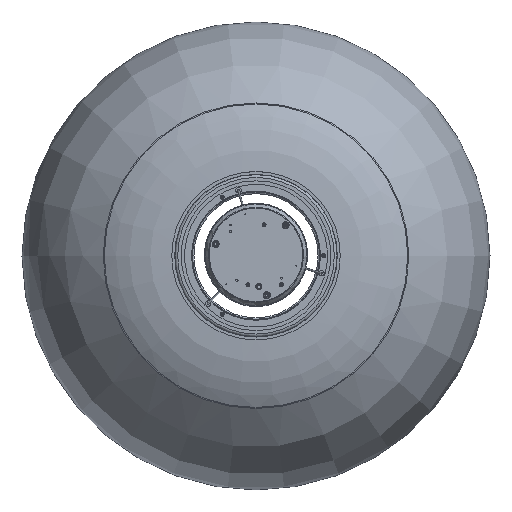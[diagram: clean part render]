
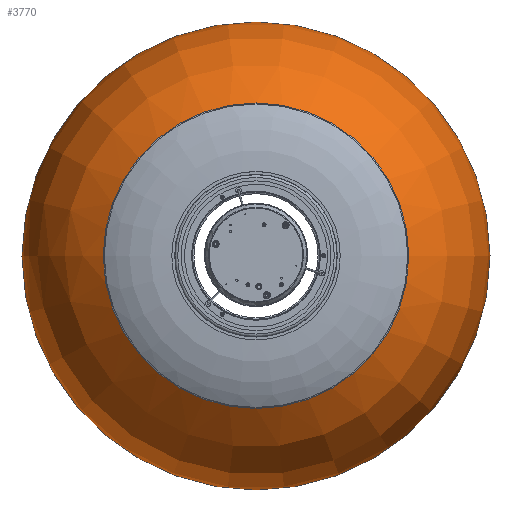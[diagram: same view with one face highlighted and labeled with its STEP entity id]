
A CAD part, top view. The second image highlights one B-rep face of the part: STEP entity #3770.
In plain terms, the highlighted toroidal (fillet/blend) face has major radius 135 mm and minor radius 340 mm.
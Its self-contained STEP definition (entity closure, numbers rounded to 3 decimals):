
#760=DEGENERATE_TOROIDAL_SURFACE('',#4901,135.,340.,.T.);
#770=ORIENTED_EDGE('',*,*,#1741,.F.);
#771=ORIENTED_EDGE('',*,*,#1740,.T.);
#1740=EDGE_CURVE('',#2226,#2226,#2591,.T.);
#1741=EDGE_CURVE('',#2227,#2227,#2592,.T.);
#2226=VERTEX_POINT('',#6640);
#2227=VERTEX_POINT('',#6643);
#2591=CIRCLE('',#4900,310.127);
#2592=CIRCLE('',#4902,475.);
#2782=EDGE_LOOP('',(#770));
#2783=EDGE_LOOP('',(#771));
#3200=FACE_BOUND('',#2782,.T.);
#3201=FACE_BOUND('',#2783,.T.);
#3770=ADVANCED_FACE('',(#3200,#3201),#760,.T.);
#4900=AXIS2_PLACEMENT_3D('',#6639,#5409,#5410);
#4901=AXIS2_PLACEMENT_3D('',#6641,#5411,#5412);
#4902=AXIS2_PLACEMENT_3D('',#6642,#5413,#5414);
#5409=DIRECTION('',(0.,0.,-1.));
#5410=DIRECTION('',(-1.,0.,0.));
#5411=DIRECTION('',(0.,0.,-1.));
#5412=DIRECTION('',(-1.,0.,0.));
#5413=DIRECTION('',(0.,0.,-1.));
#5414=DIRECTION('',(-1.,0.,0.));
#6639=CARTESIAN_POINT('',(0.,0.,291.429));
#6640=CARTESIAN_POINT('',(-310.127,0.,291.429));
#6641=CARTESIAN_POINT('',(0.,0.,0.));
#6642=CARTESIAN_POINT('',(0.,0.,0.));
#6643=CARTESIAN_POINT('',(-475.,0.,0.));
